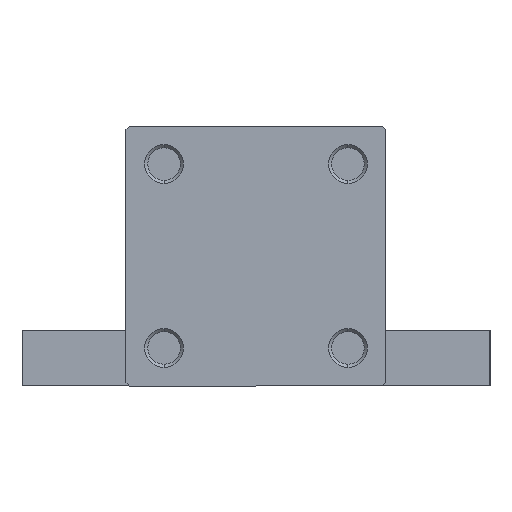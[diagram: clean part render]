
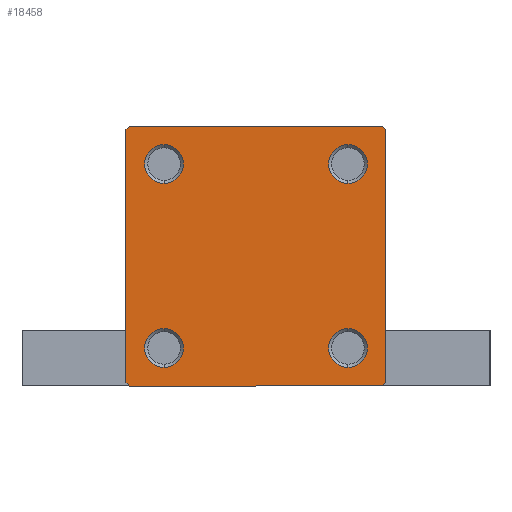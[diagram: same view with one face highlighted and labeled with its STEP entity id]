
A CAD part, left-side view. The second image highlights one B-rep face of the part: STEP entity #18458.
In plain terms, the highlighted planar face has unit normal (-1, 0, 0).
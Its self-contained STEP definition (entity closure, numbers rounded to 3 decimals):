
#237 = ORIENTED_EDGE ( 'NONE', *, *, #27355, .T. ) ;
#667 = VECTOR ( 'NONE', #36424, 1000. ) ;
#1473 = CARTESIAN_POINT ( 'NONE',  ( 0., 14.15, -14.15 ) ) ;
#1905 = CARTESIAN_POINT ( 'NONE',  ( 0., 14.15, 14.15 ) ) ;
#2369 = AXIS2_PLACEMENT_3D ( 'NONE', #1905, #19599, #29372 ) ;
#2644 = DIRECTION ( 'NONE',  ( 0., -1., 0. ) ) ;
#2910 = VECTOR ( 'NONE', #33554, 1000. ) ;
#3282 = FACE_BOUND ( 'NONE', #32781, .T. ) ;
#3482 = VERTEX_POINT ( 'NONE', #15822 ) ;
#3851 = DIRECTION ( 'NONE',  ( 0., 0., 1. ) ) ;
#4368 = AXIS2_PLACEMENT_3D ( 'NONE', #23274, #44609, #30978 ) ;
#4431 = ORIENTED_EDGE ( 'NONE', *, *, #29262, .T. ) ;
#4751 = EDGE_CURVE ( 'NONE', #31584, #40617, #12074, .T. ) ;
#4812 = VERTEX_POINT ( 'NONE', #33406 ) ;
#5041 = CARTESIAN_POINT ( 'NONE',  ( 0., 14.15, -17.15 ) ) ;
#5281 = AXIS2_PLACEMENT_3D ( 'NONE', #1473, #25099, #18285 ) ;
#5836 = EDGE_CURVE ( 'NONE', #31584, #4812, #26162, .T. ) ;
#5846 = DIRECTION ( 'NONE',  ( 0., 0.707, 0.707 ) ) ;
#5876 = CARTESIAN_POINT ( 'NONE',  ( 0., -19.75, -19.75 ) ) ;
#6059 = CARTESIAN_POINT ( 'NONE',  ( 0., -20., 20. ) ) ;
#6492 = CARTESIAN_POINT ( 'NONE',  ( 0., -14.15, -17.15 ) ) ;
#6694 = CIRCLE ( 'NONE', #2369, 3. ) ;
#7265 = ORIENTED_EDGE ( 'NONE', *, *, #9266, .T. ) ;
#7537 = EDGE_LOOP ( 'NONE', ( #23935, #14428 ) ) ;
#8042 = ORIENTED_EDGE ( 'NONE', *, *, #11215, .T. ) ;
#8360 = EDGE_CURVE ( 'NONE', #34510, #25969, #40591, .T. ) ;
#8625 = VECTOR ( 'NONE', #5846, 1000. ) ;
#9205 = EDGE_CURVE ( 'NONE', #34510, #40617, #15842, .T. ) ;
#9223 = VERTEX_POINT ( 'NONE', #40822 ) ;
#9256 = LINE ( 'NONE', #44004, #2910 ) ;
#9266 = EDGE_CURVE ( 'NONE', #3482, #32775, #18942, .T. ) ;
#10573 = DIRECTION ( 'NONE',  ( 0., 0., 1. ) ) ;
#11215 = EDGE_CURVE ( 'NONE', #13308, #9223, #42711, .T. ) ;
#11404 = DIRECTION ( 'NONE',  ( 0., 0.707, -0.707 ) ) ;
#11508 = CIRCLE ( 'NONE', #30370, 3. ) ;
#11633 = CARTESIAN_POINT ( 'NONE',  ( 0., -14.15, -11.15 ) ) ;
#11697 = CARTESIAN_POINT ( 'NONE',  ( 0., -14.15, 17.15 ) ) ;
#11853 = CARTESIAN_POINT ( 'NONE',  ( 0., 20., 20. ) ) ;
#11894 = AXIS2_PLACEMENT_3D ( 'NONE', #38760, #32163, #28974 ) ;
#11937 = EDGE_CURVE ( 'NONE', #16707, #25502, #11508, .T. ) ;
#12074 = LINE ( 'NONE', #11853, #27145 ) ;
#13053 = CARTESIAN_POINT ( 'NONE',  ( 0., -14.15, 14.15 ) ) ;
#13193 = CIRCLE ( 'NONE', #24089, 3. ) ;
#13308 = VERTEX_POINT ( 'NONE', #11697 ) ;
#13858 = CARTESIAN_POINT ( 'NONE',  ( 0., -14.15, -14.15 ) ) ;
#14428 = ORIENTED_EDGE ( 'NONE', *, *, #11937, .T. ) ;
#15822 = CARTESIAN_POINT ( 'NONE',  ( 0., 20., -19.5 ) ) ;
#15842 = LINE ( 'NONE', #26947, #8625 ) ;
#16325 = DIRECTION ( 'NONE',  ( 0., -0.707, 0.707 ) ) ;
#16677 = DIRECTION ( 'NONE',  ( 1., 0., 0. ) ) ;
#16707 = VERTEX_POINT ( 'NONE', #5041 ) ;
#17131 = DIRECTION ( 'NONE',  ( 0., 0., 1. ) ) ;
#17880 = CARTESIAN_POINT ( 'NONE',  ( 0., -19.5, -20. ) ) ;
#18285 = DIRECTION ( 'NONE',  ( 0., 0., 1. ) ) ;
#18304 = CARTESIAN_POINT ( 'NONE',  ( 0., -14.15, -14.15 ) ) ;
#18344 = EDGE_CURVE ( 'NONE', #42819, #43485, #32647, .T. ) ;
#18458 = ADVANCED_FACE ( 'NONE', ( #27348, #3282, #27579, #40988, #37801 ), #30298, .T. ) ;
#18663 = CARTESIAN_POINT ( 'NONE',  ( 0., 19.75, 19.75 ) ) ;
#18793 = EDGE_CURVE ( 'NONE', #4812, #3482, #9256, .T. ) ;
#18942 = LINE ( 'NONE', #25537, #667 ) ;
#19599 = DIRECTION ( 'NONE',  ( 1., 0., 0. ) ) ;
#19730 = VECTOR ( 'NONE', #33763, 1000. ) ;
#19910 = DIRECTION ( 'NONE',  ( 0., 0., 1. ) ) ;
#21185 = EDGE_LOOP ( 'NONE', ( #25978, #7265, #4431, #24097, #30455, #34416, #28291, #22286 ) ) ;
#21610 = CARTESIAN_POINT ( 'NONE',  ( 0., 19.5, 20. ) ) ;
#21852 = DIRECTION ( 'NONE',  ( 0., -1., 0. ) ) ;
#22286 = ORIENTED_EDGE ( 'NONE', *, *, #5836, .T. ) ;
#22721 = CARTESIAN_POINT ( 'NONE',  ( 0., -20., -19.5 ) ) ;
#23173 = AXIS2_PLACEMENT_3D ( 'NONE', #26060, #34424, #19910 ) ;
#23274 = CARTESIAN_POINT ( 'NONE',  ( 0., 0., 0. ) ) ;
#23409 = EDGE_CURVE ( 'NONE', #43485, #42819, #13193, .T. ) ;
#23523 = VERTEX_POINT ( 'NONE', #39040 ) ;
#23935 = ORIENTED_EDGE ( 'NONE', *, *, #29451, .T. ) ;
#24089 = AXIS2_PLACEMENT_3D ( 'NONE', #13858, #24962, #3851 ) ;
#24097 = ORIENTED_EDGE ( 'NONE', *, *, #41205, .T. ) ;
#24219 = EDGE_CURVE ( 'NONE', #23523, #33622, #6694, .T. ) ;
#24440 = CARTESIAN_POINT ( 'NONE',  ( 0., -20., 19.5 ) ) ;
#24853 = CIRCLE ( 'NONE', #5281, 3. ) ;
#24962 = DIRECTION ( 'NONE',  ( 1., 0., 0. ) ) ;
#25099 = DIRECTION ( 'NONE',  ( 1., 0., 0. ) ) ;
#25502 = VERTEX_POINT ( 'NONE', #43636 ) ;
#25537 = CARTESIAN_POINT ( 'NONE',  ( 0., 19.75, -19.75 ) ) ;
#25891 = VECTOR ( 'NONE', #11404, 1000. ) ;
#25969 = VERTEX_POINT ( 'NONE', #22721 ) ;
#25978 = ORIENTED_EDGE ( 'NONE', *, *, #18793, .T. ) ;
#26060 = CARTESIAN_POINT ( 'NONE',  ( 0., 14.15, 14.15 ) ) ;
#26162 = LINE ( 'NONE', #18663, #25891 ) ;
#26266 = CARTESIAN_POINT ( 'NONE',  ( 0., -19.5, 20. ) ) ;
#26947 = CARTESIAN_POINT ( 'NONE',  ( 0., -19.75, 19.75 ) ) ;
#27145 = VECTOR ( 'NONE', #21852, 1000. ) ;
#27348 = FACE_BOUND ( 'NONE', #35733, .T. ) ;
#27355 = EDGE_CURVE ( 'NONE', #9223, #13308, #43051, .T. ) ;
#27374 = CARTESIAN_POINT ( 'NONE',  ( 0., 14.15, -14.15 ) ) ;
#27579 = FACE_BOUND ( 'NONE', #7537, .T. ) ;
#28291 = ORIENTED_EDGE ( 'NONE', *, *, #4751, .F. ) ;
#28974 = DIRECTION ( 'NONE',  ( 0., 0., 1. ) ) ;
#29262 = EDGE_CURVE ( 'NONE', #32775, #32167, #29900, .T. ) ;
#29372 = DIRECTION ( 'NONE',  ( 0., 0., 1. ) ) ;
#29451 = EDGE_CURVE ( 'NONE', #25502, #16707, #24853, .T. ) ;
#29615 = ORIENTED_EDGE ( 'NONE', *, *, #18344, .T. ) ;
#29676 = CARTESIAN_POINT ( 'NONE',  ( 0., 20., -20. ) ) ;
#29900 = LINE ( 'NONE', #29676, #43081 ) ;
#30298 = PLANE ( 'NONE',  #4368 ) ;
#30370 = AXIS2_PLACEMENT_3D ( 'NONE', #27374, #40795, #10573 ) ;
#30455 = ORIENTED_EDGE ( 'NONE', *, *, #8360, .F. ) ;
#30978 = DIRECTION ( 'NONE',  ( 0., 0., 1. ) ) ;
#31584 = VERTEX_POINT ( 'NONE', #21610 ) ;
#32157 = DIRECTION ( 'NONE',  ( 1., 0., 0. ) ) ;
#32163 = DIRECTION ( 'NONE',  ( 1., 0., 0. ) ) ;
#32167 = VERTEX_POINT ( 'NONE', #17880 ) ;
#32647 = CIRCLE ( 'NONE', #40628, 3. ) ;
#32775 = VERTEX_POINT ( 'NONE', #33132 ) ;
#32781 = EDGE_LOOP ( 'NONE', ( #29615, #33525 ) ) ;
#33132 = CARTESIAN_POINT ( 'NONE',  ( 0., 19.5, -20. ) ) ;
#33406 = CARTESIAN_POINT ( 'NONE',  ( 0., 20., 19.5 ) ) ;
#33525 = ORIENTED_EDGE ( 'NONE', *, *, #23409, .T. ) ;
#33554 = DIRECTION ( 'NONE',  ( 0., 0., -1. ) ) ;
#33622 = VERTEX_POINT ( 'NONE', #36817 ) ;
#33763 = DIRECTION ( 'NONE',  ( 0., 0., -1. ) ) ;
#34416 = ORIENTED_EDGE ( 'NONE', *, *, #9205, .T. ) ;
#34424 = DIRECTION ( 'NONE',  ( 1., 0., 0. ) ) ;
#34510 = VERTEX_POINT ( 'NONE', #24440 ) ;
#35733 = EDGE_LOOP ( 'NONE', ( #8042, #237 ) ) ;
#35781 = DIRECTION ( 'NONE',  ( 0., 0., 1. ) ) ;
#36424 = DIRECTION ( 'NONE',  ( 0., -0.707, -0.707 ) ) ;
#36764 = LINE ( 'NONE', #5876, #37580 ) ;
#36817 = CARTESIAN_POINT ( 'NONE',  ( 0., 14.15, 17.15 ) ) ;
#37580 = VECTOR ( 'NONE', #16325, 1000. ) ;
#37801 = FACE_OUTER_BOUND ( 'NONE', #21185, .T. ) ;
#38760 = CARTESIAN_POINT ( 'NONE',  ( 0., -14.15, 14.15 ) ) ;
#39040 = CARTESIAN_POINT ( 'NONE',  ( 0., 14.15, 11.15 ) ) ;
#39711 = EDGE_LOOP ( 'NONE', ( #43255, #40799 ) ) ;
#40591 = LINE ( 'NONE', #6059, #19730 ) ;
#40617 = VERTEX_POINT ( 'NONE', #26266 ) ;
#40628 = AXIS2_PLACEMENT_3D ( 'NONE', #18304, #32157, #35781 ) ;
#40795 = DIRECTION ( 'NONE',  ( 1., 0., 0. ) ) ;
#40799 = ORIENTED_EDGE ( 'NONE', *, *, #24219, .T. ) ;
#40822 = CARTESIAN_POINT ( 'NONE',  ( 0., -14.15, 11.15 ) ) ;
#40988 = FACE_BOUND ( 'NONE', #39711, .T. ) ;
#41205 = EDGE_CURVE ( 'NONE', #32167, #25969, #36764, .T. ) ;
#42711 = CIRCLE ( 'NONE', #44154, 3. ) ;
#42755 = CIRCLE ( 'NONE', #23173, 3. ) ;
#42819 = VERTEX_POINT ( 'NONE', #11633 ) ;
#43051 = CIRCLE ( 'NONE', #11894, 3. ) ;
#43081 = VECTOR ( 'NONE', #2644, 1000. ) ;
#43255 = ORIENTED_EDGE ( 'NONE', *, *, #44339, .T. ) ;
#43485 = VERTEX_POINT ( 'NONE', #6492 ) ;
#43636 = CARTESIAN_POINT ( 'NONE',  ( 0., 14.15, -11.15 ) ) ;
#44004 = CARTESIAN_POINT ( 'NONE',  ( 0., 20., 20. ) ) ;
#44154 = AXIS2_PLACEMENT_3D ( 'NONE', #13053, #16677, #17131 ) ;
#44339 = EDGE_CURVE ( 'NONE', #33622, #23523, #42755, .T. ) ;
#44609 = DIRECTION ( 'NONE',  ( -1., 0., 0. ) ) ;
